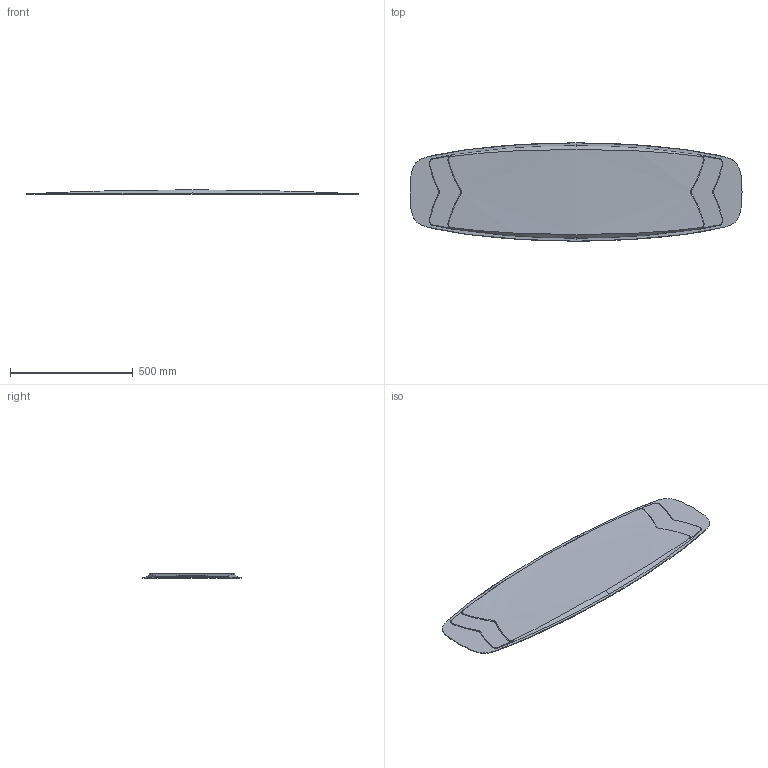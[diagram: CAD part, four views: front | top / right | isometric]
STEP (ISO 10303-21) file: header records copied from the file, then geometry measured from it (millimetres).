
FILE_DESCRIPTION(('CATIA V5 STEP Exchange'),'2;1');
FILE_NAME('kiteboard_core.stp','2010-04-08T16:06:32+00:00',('none'),('none'),'CATIA Version 5 Release 19 SP 6 (IN-10)','CATIA V5 STEP AP203','none');
FILE_SCHEMA(('CONFIG_CONTROL_DESIGN'));
Length unit declared in the file: millimetre
Products named in the file (1): 001-02-103-p__foam_top_milled
Bounding box: 1350 x 400 x 17.46 mm (x, y, z)
Volume: 5479540 mm3; surface area: 969392.2 mm2
Topology: 1 solids, 1 shells, 46 faces, 128 edges, 84 vertices
Faces by surface type: bspline 32, extrusion 8, cylinder 5, plane 1
Entity records: 2827 total; most frequent: CARTESIAN_POINT 1940, ORIENTED_EDGE 256, EDGE_CURVE 128, B_SPLINE_CURVE_WITH_KNOTS 126, VERTEX_POINT 84, ADVANCED_FACE 46, EDGE_LOOP 46, FACE_OUTER_BOUND 46
